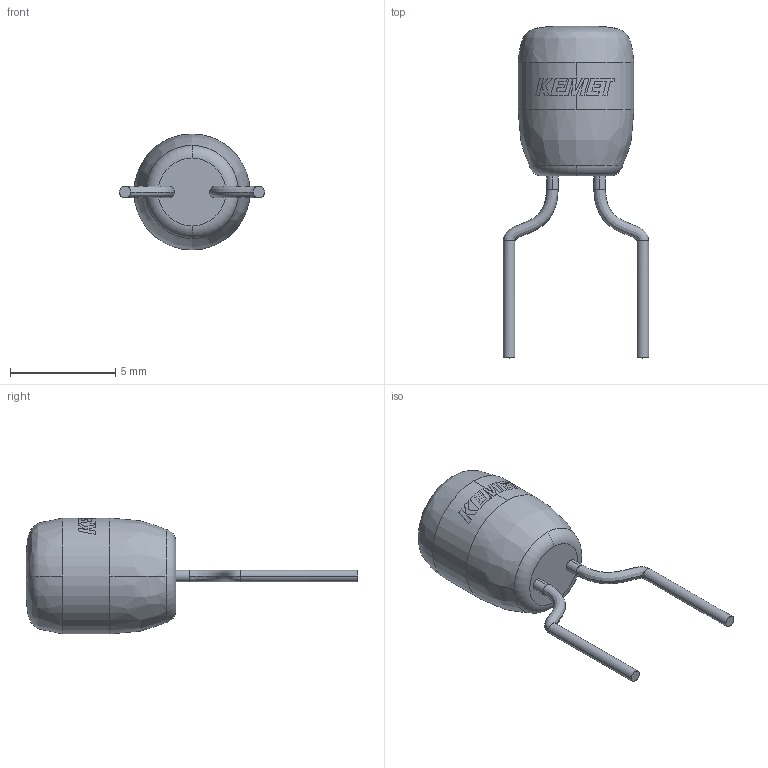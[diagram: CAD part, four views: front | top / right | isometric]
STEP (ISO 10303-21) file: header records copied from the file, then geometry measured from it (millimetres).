
FILE_DESCRIPTION (( 'STEP AP214' ), '1' );
FILE_NAME ('CTR_T354_D5.5H10.2S6.35LL5.56F0.55.STEP', '2017-12-01T16:44:12', ( '' ), ( '' ), 'SwSTEP 2.0', 'SolidWorks 2014', '' );
FILE_SCHEMA (( 'AUTOMOTIVE_DESIGN' ));
Length unit declared in the file: millimetre
Products named in the file (1): CTR_T354_D5.5H10.2S6.35LL5.56F0.55
Bounding box: 6.9 x 15.76 x 5.5 mm (x, y, z)
Volume: 154.5 mm3; surface area: 177.6 mm2
Topology: 1 solids, 1 shells, 81 faces, 221 edges, 146 vertices
Faces by surface type: bspline 43, plane 26, cylinder 10, torus 2
Entity records: 4301 total; most frequent: CARTESIAN_POINT 1681, ORIENTED_EDGE 442, DIRECTION 232, EDGE_CURVE 221, VERTEX_POINT 146, B_SPLINE_CURVE_WITH_KNOTS 127, AXIS2_PLACEMENT_3D 111, EDGE_LOOP 85
